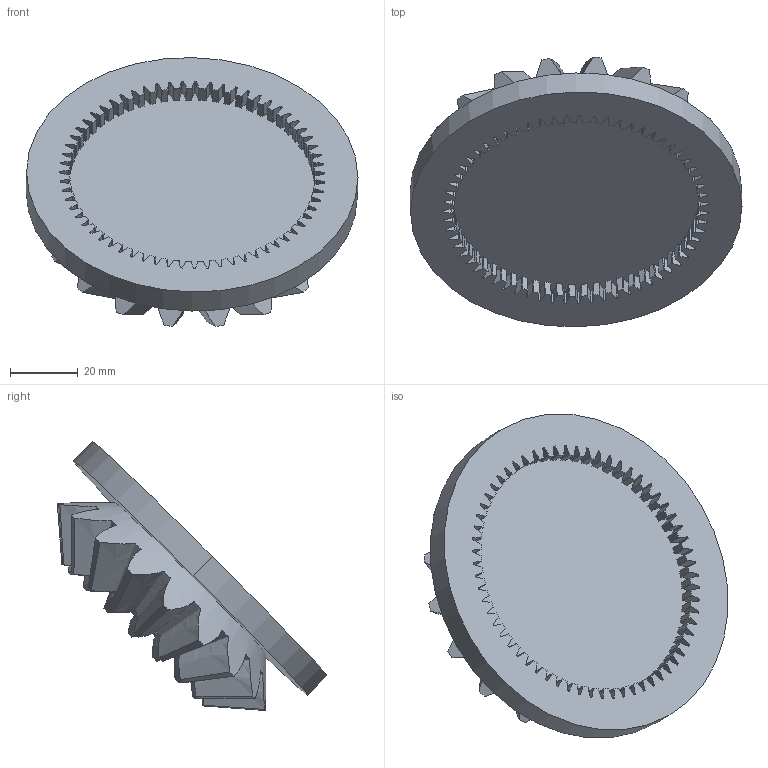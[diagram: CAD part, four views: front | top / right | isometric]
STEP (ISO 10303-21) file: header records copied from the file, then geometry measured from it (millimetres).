
FILE_DESCRIPTION((''),'2;1');
FILE_NAME('BEVEL_GEAR_RING','2021-02-15T18:46:36',('TINH LE'),(''),'CREO PARAMETRIC BY PTC INC, 2020154','CREO PARAMETRIC BY PTC INC, 2020154','');
FILE_SCHEMA(('CONFIG_CONTROL_DESIGN'));
Length unit declared in the file: millimetre
Products named in the file (1): BEVEL_GEAR_RING
Bounding box: 98.15 x 79.66 x 79.46 mm (x, y, z)
Volume: 103603.7 mm3; surface area: 30283.6 mm2
Topology: 1 solids, 1 shells, 427 faces, 1266 edges, 844 vertices
Faces by surface type: plane 132, cylinder 129, extrusion 126, cone 22, bspline 18
Entity records: 19030 total; most frequent: CARTESIAN_POINT 7889, ORIENTED_EDGE 2532, DIRECTION 1964, EDGE_CURVE 1266, VERTEX_POINT 844, VECTOR 802, LINE 676, AXIS2_PLACEMENT_3D 581
